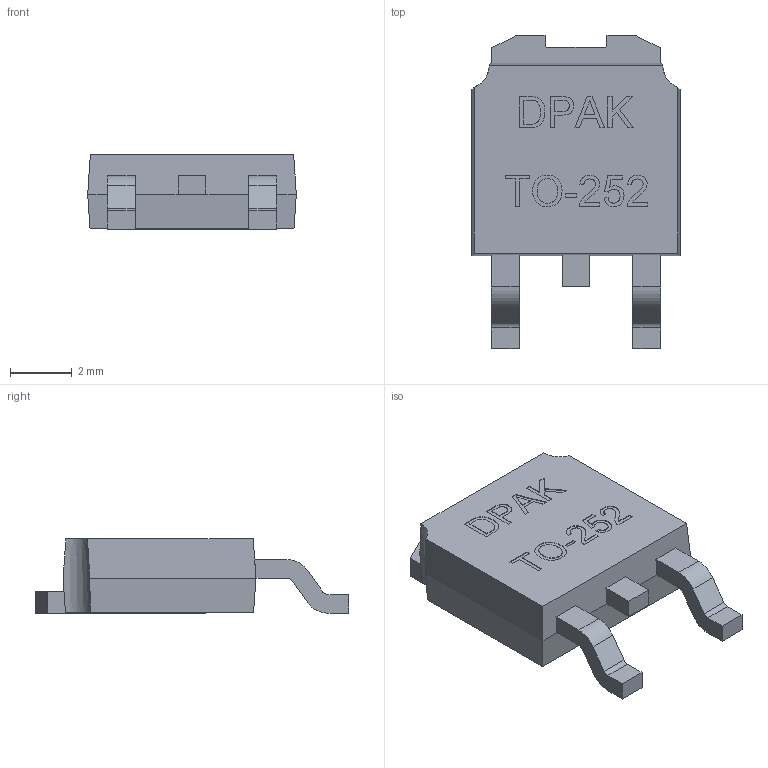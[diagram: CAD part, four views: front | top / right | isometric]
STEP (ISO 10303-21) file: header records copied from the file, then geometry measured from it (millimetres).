
FILE_DESCRIPTION(('STEP AP242'),'1');
FILE_NAME('DPAK_TO-252AA.stp','2019-07-24T17:56:32',(' '),(' '),'Spatial InterOp 3D',' ',' ');
FILE_SCHEMA(('AP242_MANAGED_MODEL_BASED_3D_ENGINEERING_MIM_LF {1 0 10303 442 1 1 4}'));
Length unit declared in the file: metre
Products named in the file (1): Volumenkörper1
Bounding box: 6.73 x 10.1 x 2.4 mm (x, y, z)
Volume: 103 mm3; surface area: 173 mm2
Topology: 1 solids, 1 shells, 215 faces, 584 edges, 386 vertices
Faces by surface type: plane 131, bspline 60, cylinder 21, cone 2, sphere 1
Entity records: 12771 total; most frequent: CARTESIAN_POINT 6059, ORIENTED_EDGE 1168, DIRECTION 792, EDGE_CURVE 584, LINE 406, VECTOR 406, VERTEX_POINT 386, EDGE_LOOP 230
